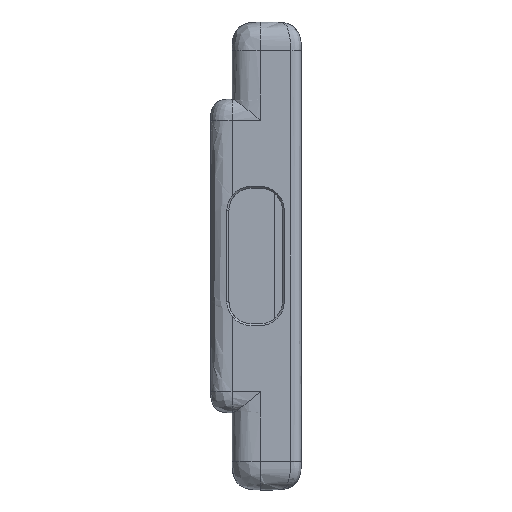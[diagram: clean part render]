
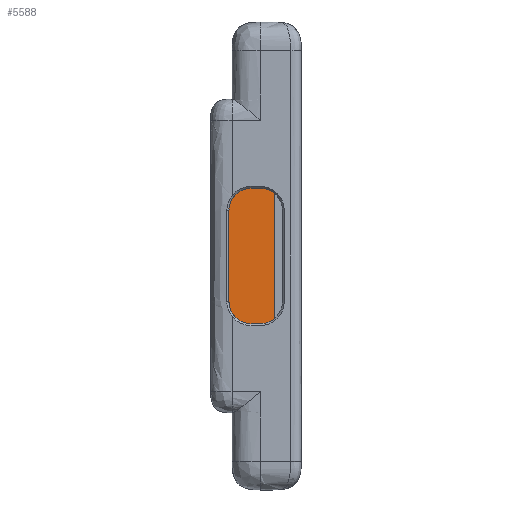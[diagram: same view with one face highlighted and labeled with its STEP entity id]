
A CAD part, left-side view. The second image highlights one B-rep face of the part: STEP entity #5588.
In plain terms, the highlighted planar face has unit normal (-1, 0, 0).
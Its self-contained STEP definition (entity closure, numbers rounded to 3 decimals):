
#35 = CARTESIAN_POINT ( 'NONE',  ( 27.9, 1.9, -9.85 ) ) ;
#318 = VECTOR ( 'NONE', #6048, 1000. ) ;
#529 = ORIENTED_EDGE ( 'NONE', *, *, #6502, .F. ) ;
#960 = LINE ( 'NONE', #12151, #318 ) ;
#1174 = EDGE_CURVE ( 'NONE', #14416, #3132, #7619, .T. ) ;
#1666 = CARTESIAN_POINT ( 'NONE',  ( 27.9, 1.9, 8.988 ) ) ;
#2003 = ORIENTED_EDGE ( 'NONE', *, *, #4845, .T. ) ;
#3011 = CARTESIAN_POINT ( 'NONE',  ( 27.9, 7.284, 7.284 ) ) ;
#3132 = VERTEX_POINT ( 'NONE', #35 ) ;
#3334 = VECTOR ( 'NONE', #6769, 1000. ) ;
#3564 = VECTOR ( 'NONE', #12722, 1000. ) ;
#3580 = VECTOR ( 'NONE', #14076, 1000. ) ;
#4016 = EDGE_LOOP ( 'NONE', ( #529, #6074, #4765, #8287, #2003, #10369 ) ) ;
#4344 = LINE ( 'NONE', #3011, #15813 ) ;
#4626 = VERTEX_POINT ( 'NONE', #16025 ) ;
#4765 = ORIENTED_EDGE ( 'NONE', *, *, #13415, .F. ) ;
#4845 = EDGE_CURVE ( 'NONE', #11549, #14416, #13917, .T. ) ;
#4926 = CARTESIAN_POINT ( 'NONE',  ( 27.9, 1.9, 9.85 ) ) ;
#5588 = ADVANCED_FACE ( 'NONE', ( #9666 ), #7232, .F. ) ;
#6048 = DIRECTION ( 'NONE',  ( 0., -1., 0. ) ) ;
#6074 = ORIENTED_EDGE ( 'NONE', *, *, #13809, .F. ) ;
#6502 = EDGE_CURVE ( 'NONE', #13024, #3132, #14296, .T. ) ;
#6769 = DIRECTION ( 'NONE',  ( 0., 0., -1. ) ) ;
#7232 = PLANE ( 'NONE',  #16140 ) ;
#7619 = LINE ( 'NONE', #10295, #3564 ) ;
#8287 = ORIENTED_EDGE ( 'NONE', *, *, #11591, .F. ) ;
#9666 = FACE_OUTER_BOUND ( 'NONE', #4016, .T. ) ;
#9761 = CARTESIAN_POINT ( 'NONE',  ( 27.9, 4.718, -9.85 ) ) ;
#9828 = DIRECTION ( 'NONE',  ( 0., 0., -1. ) ) ;
#9871 = DIRECTION ( 'NONE',  ( 0., 0., 1. ) ) ;
#10071 = CARTESIAN_POINT ( 'NONE',  ( 27.9, 7.284, -7.284 ) ) ;
#10295 = CARTESIAN_POINT ( 'NONE',  ( 27.9, 0., -9.85 ) ) ;
#10369 = ORIENTED_EDGE ( 'NONE', *, *, #1174, .T. ) ;
#11133 = LINE ( 'NONE', #16239, #15785 ) ;
#11549 = VERTEX_POINT ( 'NONE', #16160 ) ;
#11591 = EDGE_CURVE ( 'NONE', #11549, #13296, #11133, .T. ) ;
#12151 = CARTESIAN_POINT ( 'NONE',  ( 27.9, 0., 9.85 ) ) ;
#12722 = DIRECTION ( 'NONE',  ( 0., -1., 0. ) ) ;
#13024 = VERTEX_POINT ( 'NONE', #4926 ) ;
#13296 = VERTEX_POINT ( 'NONE', #15461 ) ;
#13415 = EDGE_CURVE ( 'NONE', #13296, #4626, #4344, .T. ) ;
#13600 = CARTESIAN_POINT ( 'NONE',  ( 27.9, 0., 0. ) ) ;
#13809 = EDGE_CURVE ( 'NONE', #4626, #13024, #960, .T. ) ;
#13917 = LINE ( 'NONE', #10071, #3580 ) ;
#14076 = DIRECTION ( 'NONE',  ( 0., -0.707, -0.707 ) ) ;
#14296 = LINE ( 'NONE', #1666, #3334 ) ;
#14416 = VERTEX_POINT ( 'NONE', #9761 ) ;
#15461 = CARTESIAN_POINT ( 'NONE',  ( 27.9, 5.58, 8.988 ) ) ;
#15721 = DIRECTION ( 'NONE',  ( 0., -0.707, 0.707 ) ) ;
#15785 = VECTOR ( 'NONE', #9871, 1000. ) ;
#15813 = VECTOR ( 'NONE', #15721, 1000. ) ;
#15952 = DIRECTION ( 'NONE',  ( 1., 0., 0. ) ) ;
#16025 = CARTESIAN_POINT ( 'NONE',  ( 27.9, 4.718, 9.85 ) ) ;
#16140 = AXIS2_PLACEMENT_3D ( 'NONE', #13600, #15952, #9828 ) ;
#16160 = CARTESIAN_POINT ( 'NONE',  ( 27.9, 5.58, -8.988 ) ) ;
#16239 = CARTESIAN_POINT ( 'NONE',  ( 27.9, 5.58, 0. ) ) ;
